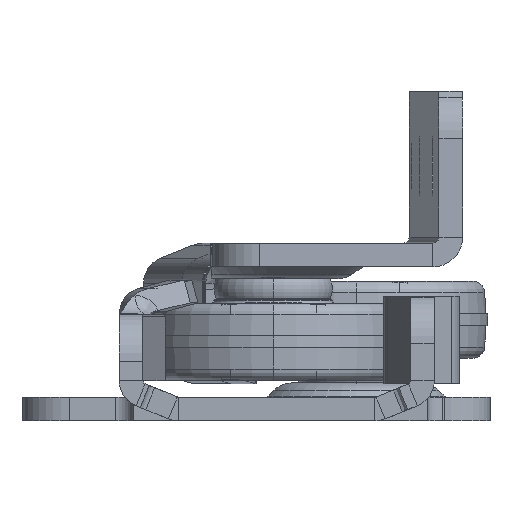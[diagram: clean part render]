
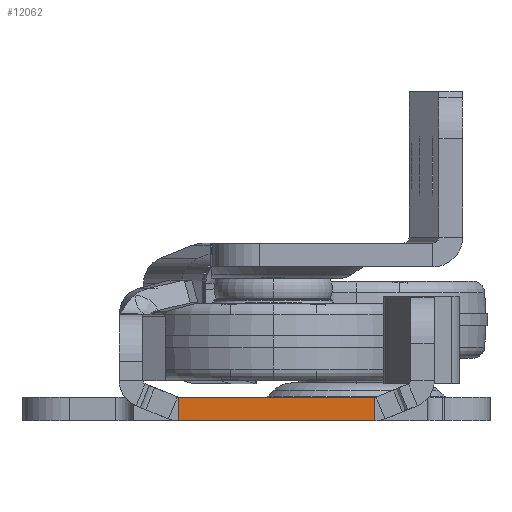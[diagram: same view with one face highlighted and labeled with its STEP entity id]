
A CAD part, left-side view. The second image highlights one B-rep face of the part: STEP entity #12062.
In plain terms, the highlighted planar face has unit normal (-1, 0, 0).
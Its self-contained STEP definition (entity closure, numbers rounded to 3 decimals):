
#240 = DIRECTION ( 'NONE',  ( 0., 1., 0. ) ) ;
#253 = CARTESIAN_POINT ( 'NONE',  ( -449.5, 7.022, 0. ) ) ;
#346 = ORIENTED_EDGE ( 'NONE', *, *, #7472, .T. ) ;
#1359 = DIRECTION ( 'NONE',  ( 0., 1., 0. ) ) ;
#2132 = AXIS2_PLACEMENT_3D ( 'NONE', #10818, #13484, #240 ) ;
#2678 = ORIENTED_EDGE ( 'NONE', *, *, #7532, .F. ) ;
#2854 = LINE ( 'NONE', #8232, #4570 ) ;
#4194 = LINE ( 'NONE', #16207, #15615 ) ;
#4411 = CARTESIAN_POINT ( 'NONE',  ( -449.5, -9.522, 0. ) ) ;
#4570 = VECTOR ( 'NONE', #9631, 1000. ) ;
#5329 = VERTEX_POINT ( 'NONE', #253 ) ;
#5739 = EDGE_LOOP ( 'NONE', ( #13944, #346, #2678, #10700 ) ) ;
#6697 = EDGE_CURVE ( 'NONE', #16336, #5329, #4194, .T. ) ;
#6827 = LINE ( 'NONE', #15735, #14343 ) ;
#7472 = EDGE_CURVE ( 'NONE', #14964, #8730, #6827, .T. ) ;
#7532 = EDGE_CURVE ( 'NONE', #5329, #8730, #15897, .T. ) ;
#8232 = CARTESIAN_POINT ( 'NONE',  ( -449.5, -9.522, 2. ) ) ;
#8730 = VERTEX_POINT ( 'NONE', #10994 ) ;
#9355 = DIRECTION ( 'NONE',  ( 0., 0., 1. ) ) ;
#9522 = CARTESIAN_POINT ( 'NONE',  ( -449.5, 7.022, 2. ) ) ;
#9631 = DIRECTION ( 'NONE',  ( 0., 0., -1. ) ) ;
#10700 = ORIENTED_EDGE ( 'NONE', *, *, #6697, .F. ) ;
#10818 = CARTESIAN_POINT ( 'NONE',  ( -449.5, -11.5, 2. ) ) ;
#10994 = CARTESIAN_POINT ( 'NONE',  ( -449.5, 7.022, 2. ) ) ;
#12062 = ADVANCED_FACE ( 'NONE', ( #14523 ), #13314, .T. ) ;
#12881 = EDGE_CURVE ( 'NONE', #14964, #16336, #2854, .T. ) ;
#13064 = CARTESIAN_POINT ( 'NONE',  ( -449.5, -9.522, 2. ) ) ;
#13314 = PLANE ( 'NONE',  #2132 ) ;
#13484 = DIRECTION ( 'NONE',  ( -1., 0., 0. ) ) ;
#13944 = ORIENTED_EDGE ( 'NONE', *, *, #12881, .F. ) ;
#14343 = VECTOR ( 'NONE', #1359, 1000. ) ;
#14523 = FACE_OUTER_BOUND ( 'NONE', #5739, .T. ) ;
#14822 = DIRECTION ( 'NONE',  ( 0., 1., 0. ) ) ;
#14964 = VERTEX_POINT ( 'NONE', #13064 ) ;
#15615 = VECTOR ( 'NONE', #14822, 1000. ) ;
#15735 = CARTESIAN_POINT ( 'NONE',  ( -449.5, -11.5, 2. ) ) ;
#15897 = LINE ( 'NONE', #9522, #16566 ) ;
#16207 = CARTESIAN_POINT ( 'NONE',  ( -449.5, -21.25, 0. ) ) ;
#16336 = VERTEX_POINT ( 'NONE', #4411 ) ;
#16566 = VECTOR ( 'NONE', #9355, 1000. ) ;
